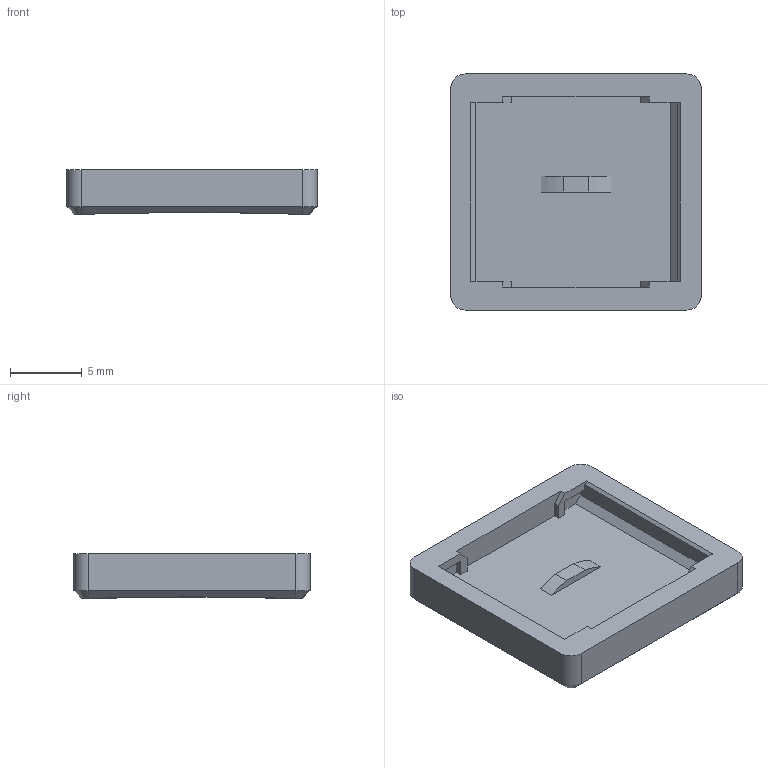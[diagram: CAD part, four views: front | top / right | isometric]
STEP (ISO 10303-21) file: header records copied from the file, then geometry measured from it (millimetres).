
FILE_DESCRIPTION(/* description */ (''),/* implementation_level */ '2;1');
FILE_NAME(/* name */ 'delta_rev1_home.step',/* time_stamp */ '2025-08-31T22:50:06+09:00',/* author */ (''),/* organization */ (''),/* preprocessor_version */ 'ST-DEVELOPER v20.1',/* originating_system */ 'Autodesk Translation Framework v14.10.0.0',/* authorisation */ '');
FILE_SCHEMA (('AUTOMOTIVE_DESIGN { 1 0 10303 214 3 1 1 }'));
Length unit declared in the file: millimetre
Products named in the file (1): FusionComponent
Bounding box: 17.5 x 16.51 x 3.14 mm (x, y, z)
Volume: 480.4 mm3; surface area: 866.4 mm2
Topology: 1 solids, 1 shells, 55 faces, 145 edges, 94 vertices
Faces by surface type: plane 44, cylinder 6, cone 4, bspline 1
Entity records: 1757 total; most frequent: CARTESIAN_POINT 371, ORIENTED_EDGE 290, DIRECTION 259, EDGE_CURVE 145, LINE 125, VECTOR 125, VERTEX_POINT 94, AXIS2_PLACEMENT_3D 67
